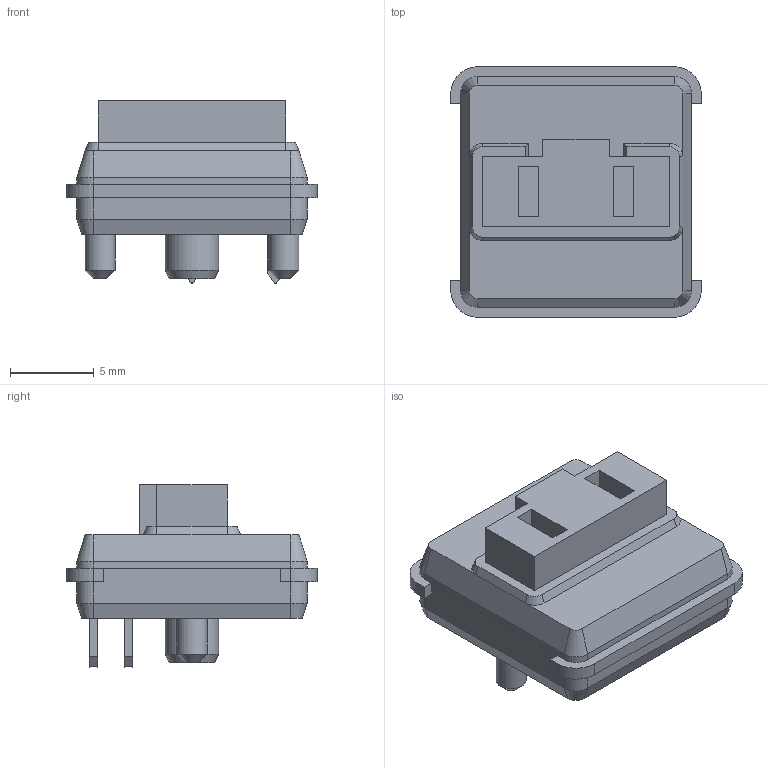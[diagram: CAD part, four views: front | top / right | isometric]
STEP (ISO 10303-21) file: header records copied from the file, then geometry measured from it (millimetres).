
FILE_DESCRIPTION(/* description */ (''),/* implementation_level */ '2;1');
FILE_NAME(/* name */ 'kailh_choc.step',/* time_stamp */ '2020-10-13T22:41:25+09:00',/* author */ (''),/* organization */ (''),/* preprocessor_version */ 'ST-DEVELOPER v18.1',/* originating_system */ 'Autodesk Translation Framework v9.3.0.1241',/* authorisation */ '');
FILE_SCHEMA (('AUTOMOTIVE_DESIGN { 1 0 10303 214 3 1 1 }'));
Length unit declared in the file: millimetre
Products named in the file (1): kailh_pg_1350
Bounding box: 15 x 15 x 10.93 mm (x, y, z)
Volume: 1052.6 mm3; surface area: 949.5 mm2
Topology: 1 solids, 1 shells, 112 faces, 279 edges, 177 vertices
Faces by surface type: plane 80, cylinder 17, cone 15
Full cylindrical faces by diameter (mm): 1.8 x2, 3.2 x1
Entity records: 3453 total; most frequent: CARTESIAN_POINT 569, ORIENTED_EDGE 558, DIRECTION 558, EDGE_CURVE 279, LINE 226, VECTOR 226, VERTEX_POINT 177, AXIS2_PLACEMENT_3D 166
